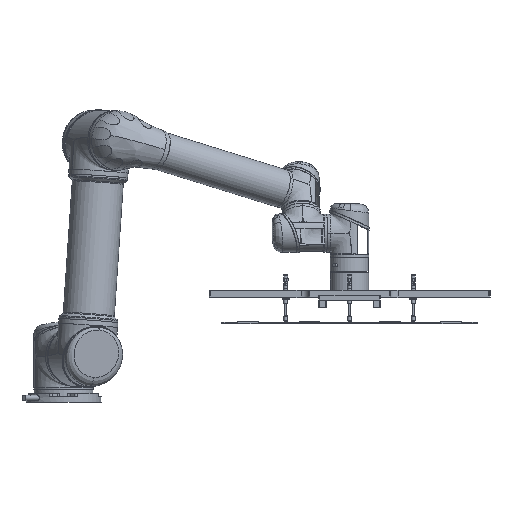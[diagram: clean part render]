
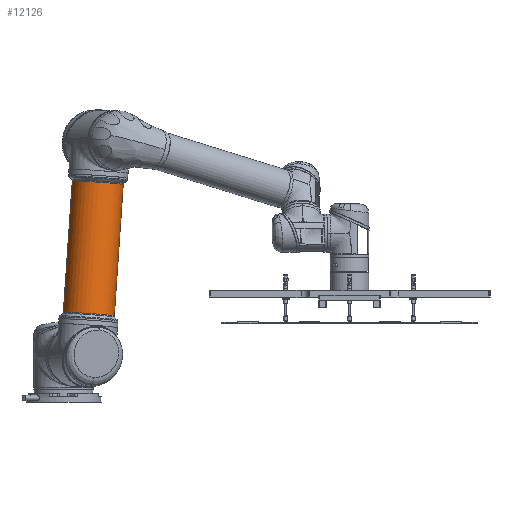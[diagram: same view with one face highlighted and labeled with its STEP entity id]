
A CAD part, left-side view. The second image highlights one B-rep face of the part: STEP entity #12126.
In plain terms, the highlighted cylindrical face has radius 50.13 mm (diameter 100.26 mm), a full revolution.
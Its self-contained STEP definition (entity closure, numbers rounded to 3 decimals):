
#822=FACE_BOUND($,#2940,.T.);
#1377=CIRCLE($,#13054,50.13);
#1380=CIRCLE($,#13058,50.13);
#1859=CYLINDRICAL_SURFACE($,#13064,50.13);
#2199=FACE_OUTER_BOUND($,#2939,.T.);
#2939=EDGE_LOOP($,(#9302));
#2940=EDGE_LOOP($,(#9303));
#5764=VERTEX_POINT($,#33691);
#5767=VERTEX_POINT($,#33698);
#7124=EDGE_CURVE($,#5764,#5764,#1377,.T.);
#7127=EDGE_CURVE($,#5767,#5767,#1380,.T.);
#9302=ORIENTED_EDGE($,*,*,#7124,.T.);
#9303=ORIENTED_EDGE($,*,*,#7127,.T.);
#12126=ADVANCED_FACE($,(#2199,#822),#1859,.T.);
#13054=AXIS2_PLACEMENT_3D($,#33692,#14842,#14843);
#13058=AXIS2_PLACEMENT_3D($,#33699,#14850,#14851);
#13064=AXIS2_PLACEMENT_3D($,#33707,#14862,#14863);
#14842=DIRECTION('center_axis',(1.,0.,0.));
#14843=DIRECTION('ref_axis',(0.,0.,-1.));
#14850=DIRECTION('center_axis',(-1.,0.,0.));
#14851=DIRECTION('ref_axis',(0.,0.,-1.));
#14862=DIRECTION('center_axis',(1.,0.,0.));
#14863=DIRECTION('ref_axis',(0.,0.,-1.));
#33691=CARTESIAN_POINT('',(-128.887,0.,-50.13));
#33692=CARTESIAN_POINT('Origin',(-128.887,0.,0.));
#33698=CARTESIAN_POINT('',(128.887,0.,-50.13));
#33699=CARTESIAN_POINT('Origin',(128.887,0.,0.));
#33707=CARTESIAN_POINT('Origin',(0.,0.,0.));
